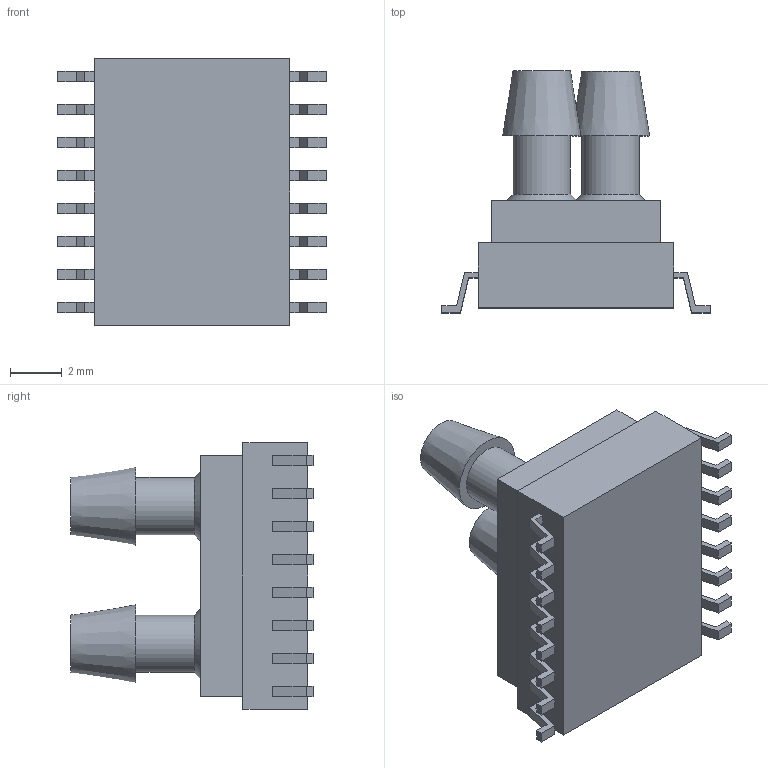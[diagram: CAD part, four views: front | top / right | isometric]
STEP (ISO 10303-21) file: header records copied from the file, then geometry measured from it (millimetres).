
FILE_DESCRIPTION(/* description */ (''),/* implementation_level */ '2;1');
FILE_NAME(/* name */ 'SM1X91_body.stp',/* time_stamp */ '2019-11-24T21:22:41+01:00',/* author */ ('Robert'),/* organization */ (''),/* preprocessor_version */ 'ST-DEVELOPER v17',/* originating_system */ 'Autodesk Inventor 2019',/* authorisation */ '');
FILE_SCHEMA (('AUTOMOTIVE_DESIGN { 1 0 10303 214 3 1 1 }'));
Length unit declared in the file: millimetre
Products named in the file (1): SM1X91_body
Bounding box: 10.34 x 9.32 x 10.26 mm (x, y, z)
Volume: 323 mm3; surface area: 471.9 mm2
Topology: 1 solids, 1 shells, 169 faces, 430 edges, 286 vertices
Faces by surface type: plane 161, cylinder 4, cone 4
Full cylindrical faces by diameter (mm): 1.5 x2, 2.21 x2
Entity records: 5041 total; most frequent: CARTESIAN_POINT 886, ORIENTED_EDGE 860, DIRECTION 784, EDGE_CURVE 430, LINE 416, VECTOR 416, VERTEX_POINT 286, EDGE_LOOP 192
